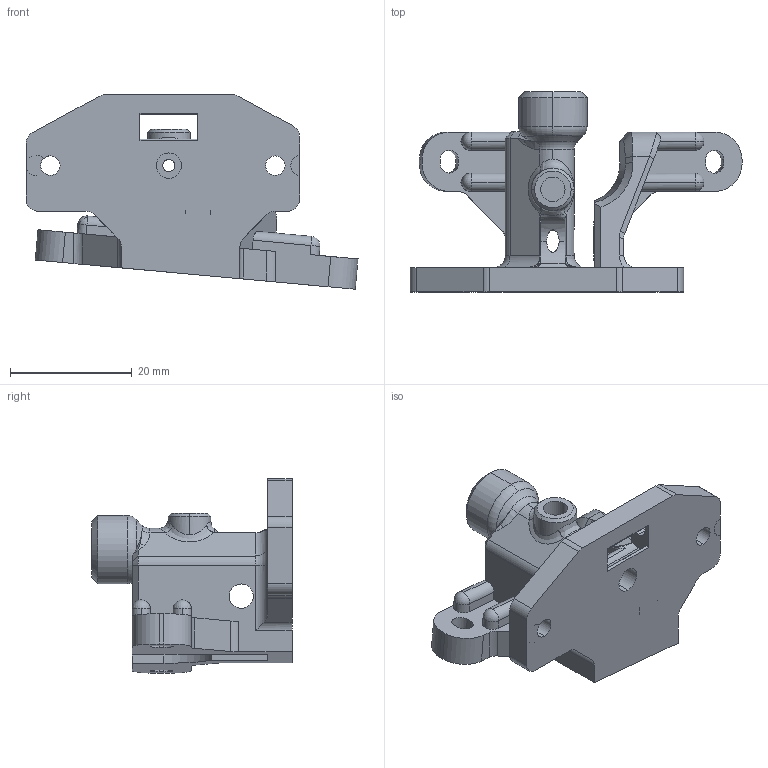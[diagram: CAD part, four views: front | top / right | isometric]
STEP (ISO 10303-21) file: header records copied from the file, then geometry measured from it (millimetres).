
FILE_DESCRIPTION (( 'STEP AP203' ), '1' );
FILE_NAME ('Lowboi Mk4 Body - Orbiter 2.0 Mounting - 2 start.STEP', '2024-07-24T08:16:19', ( '' ), ( '' ), 'SwSTEP 2.0', 'SolidWorks 2022', '' );
FILE_SCHEMA (( 'CONFIG_CONTROL_DESIGN' ));
Length unit declared in the file: millimetre
Products named in the file (1): Lowboi Mk4 Body - Orbiter 2.0 Mounting - 2 start
Bounding box: 54.61 x 32.92 x 31.98 mm (x, y, z)
Volume: 9225.6 mm3; surface area: 6796.4 mm2
Topology: 1 solids, 1 shells, 262 faces, 719 edges, 447 vertices
Faces by surface type: cylinder 107, plane 80, bspline 41, torus 15, cone 12, sphere 7
Entity records: 9800 total; most frequent: CARTESIAN_POINT 3435, ORIENTED_EDGE 1416, DIRECTION 1220, EDGE_CURVE 708, AXIS2_PLACEMENT_3D 457, VERTEX_POINT 447, VECTOR 306, LINE 306
